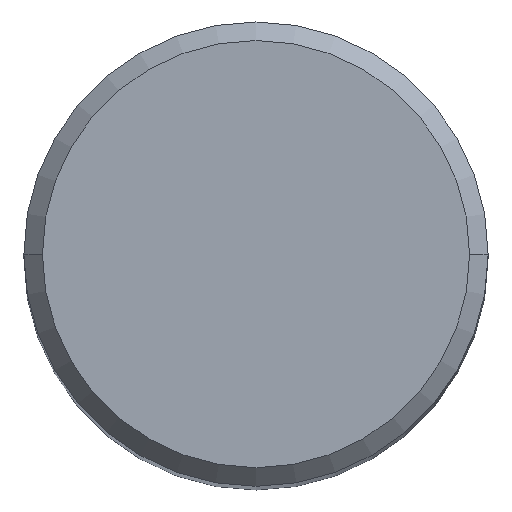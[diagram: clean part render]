
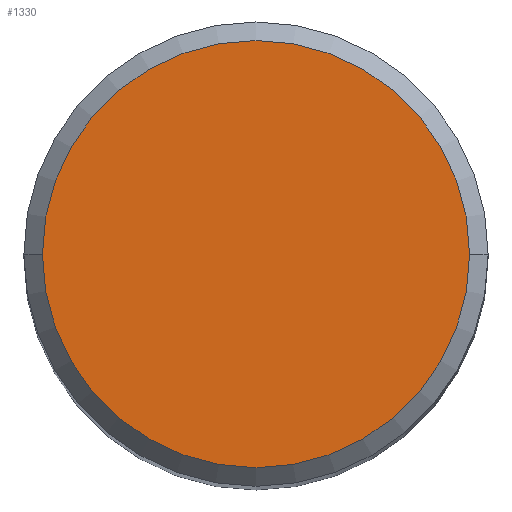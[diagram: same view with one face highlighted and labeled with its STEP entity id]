
A CAD part, top view. The second image highlights one B-rep face of the part: STEP entity #1330.
In plain terms, the highlighted planar face has unit normal (0, 0, 1).
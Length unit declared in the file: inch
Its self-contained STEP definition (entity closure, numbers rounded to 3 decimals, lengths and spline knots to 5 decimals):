
#31 = AXIS2_PLACEMENT_3D ( 'NONE', #1411, #1325, #308 ) ;
#55 = ORIENTED_EDGE ( 'NONE', *, *, #374, .T. ) ;
#63 = DIRECTION ( 'NONE',  ( 0., 0., 1. ) ) ;
#110 = VERTEX_POINT ( 'NONE', #158 ) ;
#117 = ORIENTED_EDGE ( 'NONE', *, *, #292, .T. ) ;
#158 = CARTESIAN_POINT ( 'NONE',  ( 0.1725, 0., 4. ) ) ;
#292 = EDGE_CURVE ( 'NONE', #1083, #110, #1168, .T. ) ;
#308 = DIRECTION ( 'NONE',  ( 1., 0., 0. ) ) ;
#374 = EDGE_CURVE ( 'NONE', #110, #1083, #542, .T. ) ;
#542 = CIRCLE ( 'NONE', #1243, 0.1725 ) ;
#736 = CARTESIAN_POINT ( 'NONE',  ( 0., 0., 4. ) ) ;
#790 = EDGE_LOOP ( 'NONE', ( #117, #55 ) ) ;
#825 = CARTESIAN_POINT ( 'NONE',  ( -0.1725, 0., 4. ) ) ;
#831 = DIRECTION ( 'NONE',  ( 1., 0., 0. ) ) ;
#964 = CARTESIAN_POINT ( 'NONE',  ( 0., 0., 4. ) ) ;
#987 = AXIS2_PLACEMENT_3D ( 'NONE', #964, #1295, #831 ) ;
#1083 = VERTEX_POINT ( 'NONE', #825 ) ;
#1168 = CIRCLE ( 'NONE', #987, 0.1725 ) ;
#1183 = DIRECTION ( 'NONE',  ( 1., 0., 0. ) ) ;
#1243 = AXIS2_PLACEMENT_3D ( 'NONE', #736, #63, #1183 ) ;
#1295 = DIRECTION ( 'NONE',  ( 0., 0., 1. ) ) ;
#1310 = PLANE ( 'NONE',  #31 ) ;
#1325 = DIRECTION ( 'NONE',  ( 0., 0., 1. ) ) ;
#1330 = ADVANCED_FACE ( 'NONE', ( #1418 ), #1310, .T. ) ;
#1411 = CARTESIAN_POINT ( 'NONE',  ( 0., 0., 4. ) ) ;
#1418 = FACE_OUTER_BOUND ( 'NONE', #790, .T. ) ;
